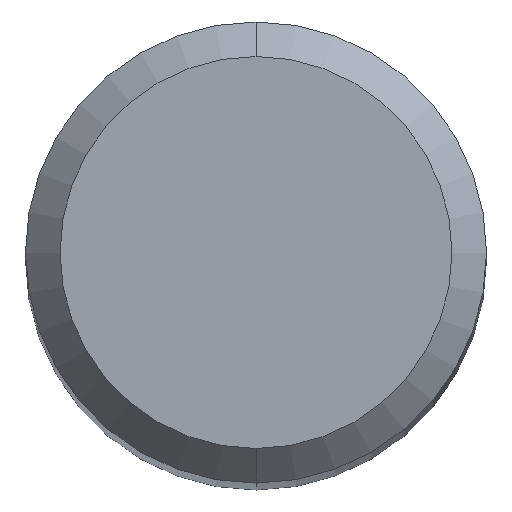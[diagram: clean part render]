
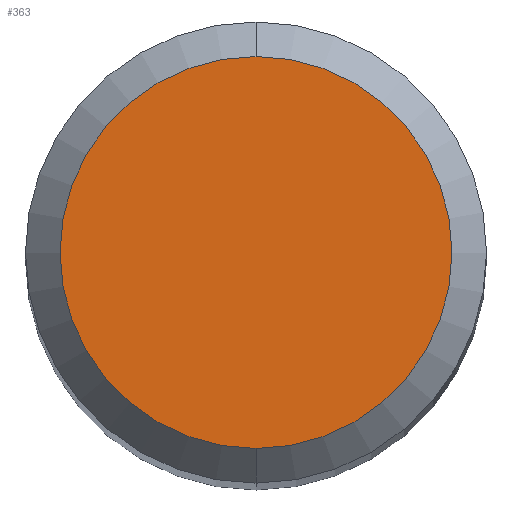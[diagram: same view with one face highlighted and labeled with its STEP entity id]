
A CAD part, top view. The second image highlights one B-rep face of the part: STEP entity #363.
In plain terms, the highlighted planar face has unit normal (0, 0, 1).
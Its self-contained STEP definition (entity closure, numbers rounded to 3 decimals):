
#363=ADVANCED_FACE('',(#1030),#1031,.T.);
#451=EDGE_CURVE('',#617,#621,#1125,.T.);
#617=VERTEX_POINT('',#1303);
#621=VERTEX_POINT('',#1307);
#845=EDGE_CURVE('',#621,#617,#1557,.T.);
#1030=FACE_OUTER_BOUND('',#1790,.T.);
#1031=PLANE('',#1791);
#1125=CIRCLE('',#2158,1.7);
#1303=CARTESIAN_POINT('',(0.0,1.7,0.0));
#1307=CARTESIAN_POINT('',(0.,-1.7,0.0));
#1557=CIRCLE('',#3474,1.7);
#1790=EDGE_LOOP('',(#3917,#3918));
#1791=AXIS2_PLACEMENT_3D('',#3919,#3920,#3921);
#2158=AXIS2_PLACEMENT_3D('',#4000,#4001,#4002);
#3474=AXIS2_PLACEMENT_3D('',#4527,#4528,#4529);
#3917=ORIENTED_EDGE('',*,*,#451,.F.);
#3918=ORIENTED_EDGE('',*,*,#845,.F.);
#3919=CARTESIAN_POINT('',(0.0,0.85,0.0));
#3920=DIRECTION('',(-0.0,0.0,1.0));
#3921=DIRECTION('',(0.0,-1.0,0.0));
#4000=CARTESIAN_POINT('',(0.0,0.0,0.0));
#4001=DIRECTION('',(0.0,0.0,-1.0));
#4002=DIRECTION('',(0.0,1.0,0.0));
#4527=CARTESIAN_POINT('',(0.0,0.0,0.0));
#4528=DIRECTION('',(0.0,0.0,-1.0));
#4529=DIRECTION('',(0.0,1.0,0.0));
